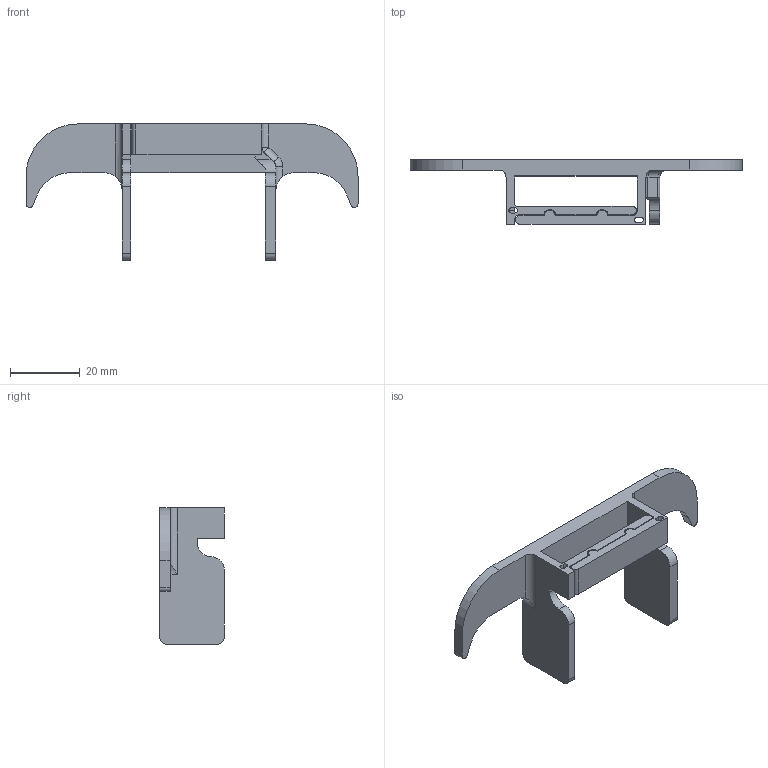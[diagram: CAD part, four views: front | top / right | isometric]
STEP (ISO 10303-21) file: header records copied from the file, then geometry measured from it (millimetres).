
FILE_DESCRIPTION (( 'STEP AP203' ), '1' );
FILE_NAME ('皮带张力计 单手配件 把手.STEP', '2024-07-10T10:16:36', ( '' ), ( '' ), 'SwSTEP 2.0', 'SolidWorks 2023', '' );
FILE_SCHEMA (( 'CONFIG_CONTROL_DESIGN' ));
Length unit declared in the file: millimetre
Products named in the file (1): 皮带张力计 单手配件 把手
Bounding box: 95 x 18.5 x 39 mm (x, y, z)
Volume: 9490.2 mm3; surface area: 8195.8 mm2
Topology: 1 solids, 1 shells, 87 faces, 251 edges, 165 vertices
Faces by surface type: plane 44, cylinder 41, sphere 1, torus 1
Entity records: 2976 total; most frequent: CARTESIAN_POINT 542, DIRECTION 501, ORIENTED_EDGE 500, EDGE_CURVE 250, AXIS2_PLACEMENT_3D 168, VERTEX_POINT 165, VECTOR 165, LINE 165
